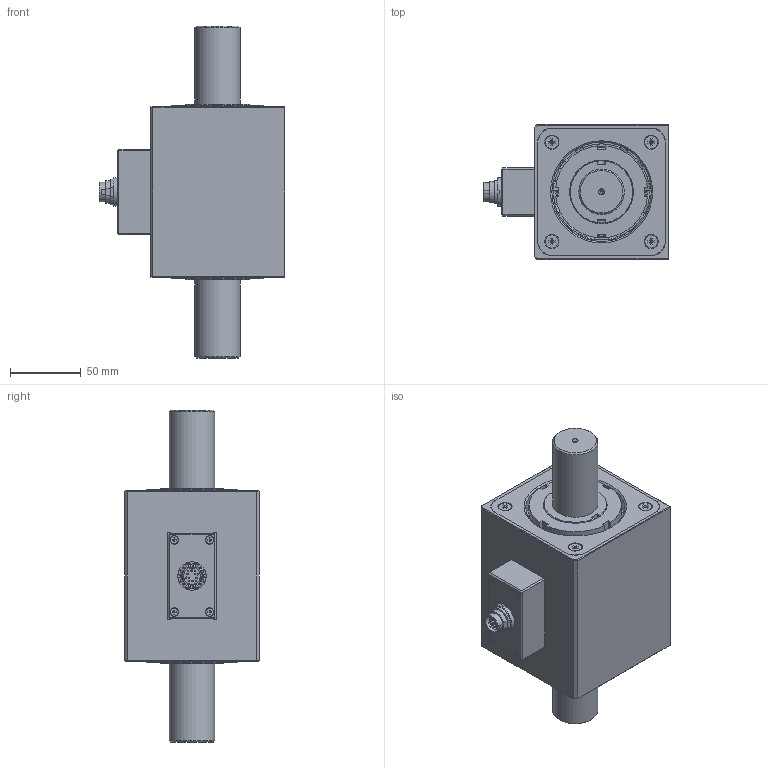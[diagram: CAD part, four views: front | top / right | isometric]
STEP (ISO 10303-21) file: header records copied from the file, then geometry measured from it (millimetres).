
FILE_DESCRIPTION( ( 'Unknown' ), '1' );
FILE_NAME( 'Dr2643-200-500Nm.stp', 'Unknown', ( 'Unknown' ), ( 'Unknown' ), 'PSStep 17.0.49', 'Unknown', ' ' );
FILE_SCHEMA( ( 'AUTOMOTIVE_DESIGN { 1 0 10303 214 1 1 1 1 }' ) );
Length unit declared in the file: millimetre
Products named in the file (20): 2643-B30_DOC-00080863; 2643-029_Welle _DOC-00063136; 2643-B10_Gehäusebaugruppe_DOC-00063140; 2643-030_Gehäuse_DOC-00063141; 2643-035_DOC-00063185; senkschraube din 965-m5x10-h; 2643-B09_Wellenbaugruppe_DOC-00063135; DIN 625-T1-6009-2Z_45x75x16; Nutmutter DIN 981-KM 9; Sicherungsblech DIN 5406-MB 9; 2643-B15_Elektronikgehäuse_DOC-00067869; Senkschraube DIN 965-M3x30-H; 2643-107_DOC-00105004; Assem1; mutter_09-0323-89-06_DOC-00067592; cerl0B20E61Fok6c
Assembly tree (37 placements, depth 4):
  Assem1
    mutter_09-0323-89-06_DOC-00067592
    cerl0B20E61Fok6c
    2643-B10_Gehäusebaugruppe_DOC-00063140
      2643-030_Gehäuse_DOC-00063141
      2643-035_DOC-00063185  x2
      senkschraube din 965-m5x10-h  x8
    2643-B09_Wellenbaugruppe_DOC-00063135
      DIN 625-T1-6009-2Z_45x75x16  x2
      DIN 625-T1-6009-2Z_45x75x16  x2
      DIN 625-T1-6009-2Z_45x75x16  x2
      DIN 625-T1-6009-2Z_45x75x16  x2
      DIN 625-T1-6009-2Z_45x75x16  x2
      Nutmutter DIN 981-KM 9  x2
      Sicherungsblech DIN 5406-MB 9  x2
      2643-B30_DOC-00080863
        2643-029_Welle _DOC-00063136
    2643-B15_Elektronikgehäuse_DOC-00067869
      Senkschraube DIN 965-M3x30-H  x4
      2643-107_DOC-00105004
Bounding box: 131 x 95 x 234 mm (x, y, z)
Volume: 932028.7 mm3; surface area: 249296.2 mm2
Topology: 33 solids, 35 shells, 966 faces, 2403 edges, 1566 vertices
Faces by surface type: plane 464, cylinder 256, cone 163, torus 82, bspline 1
Full cylindrical faces by diameter (mm): 0.7 x24, 2 x2, 2.387 x4, 2.459 x4, 3 x4, 3.2 x4, 4.019 x8, 4.134 x8, 5 x8, 5.3 x8, 5.6 x4, 6.647 x4, 8 x2, 9.2 x8, 11.7 x1, 12 x1, 12.85 x1, 13.6 x1, 15 x1, 17.188 x1, 20 x2, 32 x2, 43.917 x2, 45 x3, 51.8 x4, 56.98 x4, 64.41 x4, 67.68 x4, 67.78 x4, 67.8 x4
Entity records: 19533 total; most frequent: CARTESIAN_POINT 3265, DIRECTION 2552, ORIENTED_EDGE 2126, EDGE_CURVE 1063, AXIS2_PLACEMENT_3D 1032, EDGE_LOOP 824, VERTEX_POINT 801, FACE_OUTER_BOUND 689
